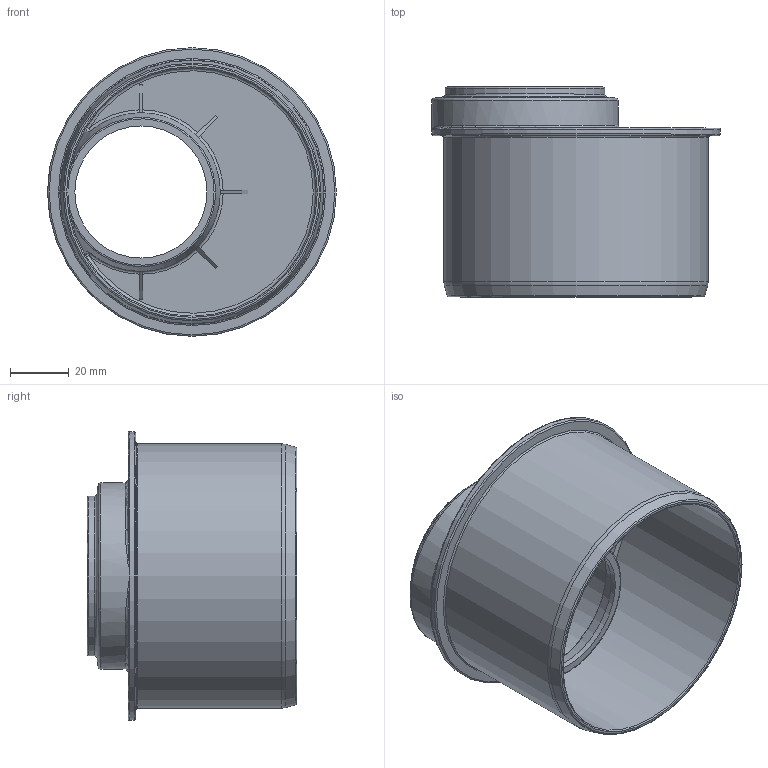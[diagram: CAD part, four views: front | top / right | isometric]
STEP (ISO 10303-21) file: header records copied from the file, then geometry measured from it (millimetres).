
FILE_DESCRIPTION(/* description */ (''),/* implementation_level */ '2;1');
FILE_NAME(/* name */ '174730 HTsafeR-Reduktion, exentrisch, kurz DN_OD 90_50.stp',/* time_stamp */ '2018-07-16T09:57:56+02:00',/* author */ ('user1'),/* organization */ (''),/* preprocessor_version */ 'ST-DEVELOPER v16.1',/* originating_system */ 'Autodesk Inventor 2016',/* authorisation */ '');
FILE_SCHEMA (('AUTOMOTIVE_DESIGN { 1 0 10303 214 3 1 1 }'));
Length unit declared in the file: millimetre
Products named in the file (1): 174730 HTsafeR-Reduktion, exentrisch, kurz DN_OD 90_50
Bounding box: 98.3 x 71.5 x 98.3 mm (x, y, z)
Volume: 69032.7 mm3; surface area: 57324.6 mm2
Topology: 1 solids, 1 shells, 93 faces, 217 edges, 127 vertices
Faces by surface type: plane 32, torus 30, cylinder 18, cone 7, bspline 4, sphere 2
Full cylindrical faces by diameter (mm): 45 x1, 50.8 x1, 51.2 x2, 54.4 x1, 60.3 x1, 63.5 x1, 84.6 x1, 90 x1, 98.3 x1
Entity records: 2898 total; most frequent: CARTESIAN_POINT 925, DIRECTION 411, ORIENTED_EDGE 366, EDGE_CURVE 183, AXIS2_PLACEMENT_3D 176, EDGE_LOOP 128, VERTEX_POINT 125, FACE_OUTER_BOUND 93
